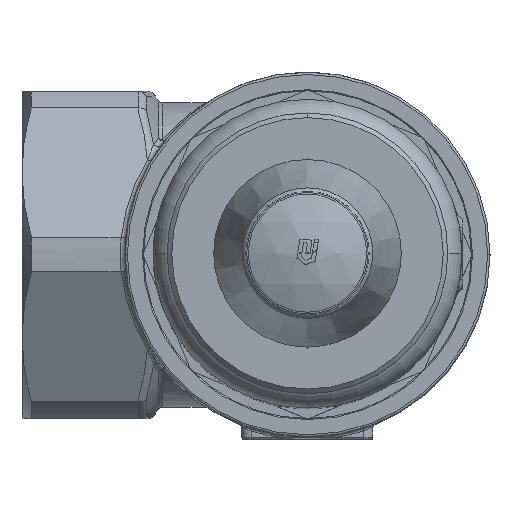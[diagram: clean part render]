
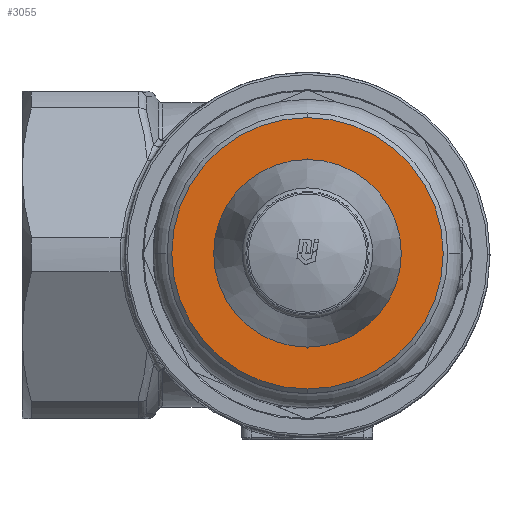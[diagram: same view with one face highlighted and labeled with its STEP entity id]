
A CAD part, top view. The second image highlights one B-rep face of the part: STEP entity #3055.
In plain terms, the highlighted planar face has unit normal (0, 0, 1).
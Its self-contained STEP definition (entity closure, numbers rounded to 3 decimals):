
#2401=CARTESIAN_POINT('',(0.,-29.,216.));
#2402=VERTEX_POINT('',#2401);
#2403=CARTESIAN_POINT('',(0.,29.,216.));
#2404=VERTEX_POINT('',#2403);
#2405=CARTESIAN_POINT('',(0.,0.,216.));
#2406=DIRECTION('',(-0.,0.,1.));
#2407=DIRECTION('',(0.,1.,-0.));
#2408=AXIS2_PLACEMENT_3D('',#2405,#2406,#2407);
#2409=CIRCLE('',#2408,29.);
#2410=EDGE_CURVE('NONE',#2402,#2404,#2409,.T.);
#2706=CARTESIAN_POINT('',(0.,-20.05,216.));
#2707=VERTEX_POINT('',#2706);
#2708=CARTESIAN_POINT('',(0.,20.05,216.));
#2709=VERTEX_POINT('',#2708);
#2710=CARTESIAN_POINT('',(0.,0.,216.));
#2711=DIRECTION('',(0.,-0.,-1.));
#2712=DIRECTION('',(0.,1.,-0.));
#2713=AXIS2_PLACEMENT_3D('',#2710,#2711,#2712);
#2714=CIRCLE('',#2713,20.05);
#2715=EDGE_CURVE('NONE',#2707,#2709,#2714,.T.);
#3030=CARTESIAN_POINT('',(30.,0.,216.));
#3031=DIRECTION('',(0.,0.,1.));
#3032=DIRECTION('',(0.,-1.,0.));
#3033=AXIS2_PLACEMENT_3D('',#3030,#3031,#3032);
#3034=PLANE('',#3033);
#3035=CARTESIAN_POINT('',(0.,0.,216.));
#3036=DIRECTION('',(-0.,0.,1.));
#3037=DIRECTION('',(0.,1.,-0.));
#3038=AXIS2_PLACEMENT_3D('',#3035,#3036,#3037);
#3039=CIRCLE('',#3038,29.);
#3040=EDGE_CURVE('NONE',#2404,#2402,#3039,.T.);
#3041=ORIENTED_EDGE('',*,*,#3040,.T.);
#3042=ORIENTED_EDGE('',*,*,#2410,.T.);
#3043=EDGE_LOOP('',(#3041,#3042));
#3044=FACE_BOUND('',#3043,.T.);
#3045=CARTESIAN_POINT('',(0.,0.,216.));
#3046=DIRECTION('',(0.,-0.,-1.));
#3047=DIRECTION('',(0.,1.,-0.));
#3048=AXIS2_PLACEMENT_3D('',#3045,#3046,#3047);
#3049=CIRCLE('',#3048,20.05);
#3050=EDGE_CURVE('NONE',#2709,#2707,#3049,.T.);
#3051=ORIENTED_EDGE('',*,*,#3050,.T.);
#3052=ORIENTED_EDGE('',*,*,#2715,.T.);
#3053=EDGE_LOOP('',(#3051,#3052));
#3054=FACE_BOUND('',#3053,.T.);
#3055=ADVANCED_FACE('NONE',(#3044,#3054),#3034,.T.);
